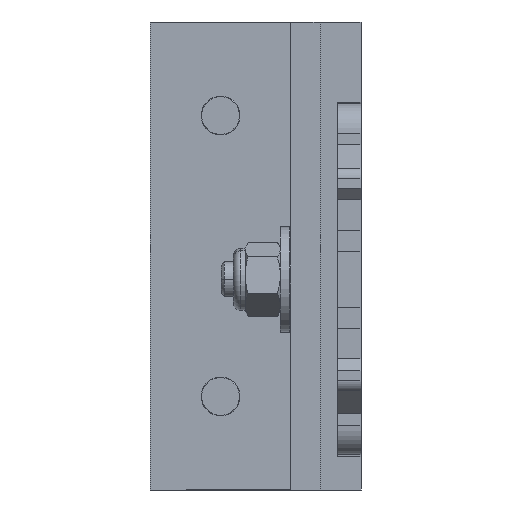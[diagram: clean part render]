
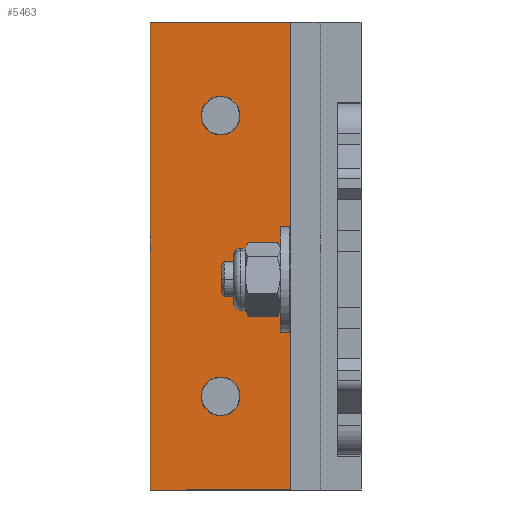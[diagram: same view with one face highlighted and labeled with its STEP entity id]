
A CAD part, front view. The second image highlights one B-rep face of the part: STEP entity #5463.
In plain terms, the highlighted planar face has unit normal (0, -1, 0).
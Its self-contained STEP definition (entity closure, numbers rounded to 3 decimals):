
#8 = VERTEX_POINT ( 'NONE', #1594 ) ;
#37 = VERTEX_POINT ( 'NONE', #3786 ) ;
#51 = CARTESIAN_POINT ( 'NONE',  ( -18., -6., 21.5 ) ) ;
#77 = EDGE_CURVE ( 'NONE', #8, #5512, #3726, .T. ) ;
#86 = EDGE_CURVE ( 'NONE', #1561, #37, #2359, .T. ) ;
#163 = VECTOR ( 'NONE', #184, 1000. ) ;
#180 = EDGE_CURVE ( 'NONE', #2897, #4125, #1724, .T. ) ;
#184 = DIRECTION ( 'NONE',  ( 1., 0., 0. ) ) ;
#302 = DIRECTION ( 'NONE',  ( 0., 0., 1. ) ) ;
#348 = VECTOR ( 'NONE', #4160, 1000. ) ;
#450 = CARTESIAN_POINT ( 'NONE',  ( -18., -6., -18.5 ) ) ;
#504 = LINE ( 'NONE', #523, #2265 ) ;
#523 = CARTESIAN_POINT ( 'NONE',  ( -6., -6., 21.5 ) ) ;
#709 = CARTESIAN_POINT ( 'NONE',  ( -18., -6., 21.5 ) ) ;
#751 = EDGE_CURVE ( 'NONE', #4125, #5159, #504, .T. ) ;
#858 = DIRECTION ( 'NONE',  ( 0., 0., 1. ) ) ;
#888 = CARTESIAN_POINT ( 'NONE',  ( -18., -6., 21.5 ) ) ;
#1094 = AXIS2_PLACEMENT_3D ( 'NONE', #2288, #6269, #4571 ) ;
#1553 = ORIENTED_EDGE ( 'NONE', *, *, #77, .T. ) ;
#1554 = EDGE_CURVE ( 'NONE', #4259, #5159, #5149, .T. ) ;
#1561 = VERTEX_POINT ( 'NONE', #6939 ) ;
#1593 = ORIENTED_EDGE ( 'NONE', *, *, #751, .F. ) ;
#1594 = CARTESIAN_POINT ( 'NONE',  ( -12., -6., 11.85 ) ) ;
#1724 = LINE ( 'NONE', #709, #163 ) ;
#1911 = DIRECTION ( 'NONE',  ( 0., 1., 0. ) ) ;
#1916 = ORIENTED_EDGE ( 'NONE', *, *, #3703, .T. ) ;
#2058 = DIRECTION ( 'NONE',  ( 0., 0., -1. ) ) ;
#2265 = VECTOR ( 'NONE', #4410, 1000. ) ;
#2288 = CARTESIAN_POINT ( 'NONE',  ( -18., -6., 21.5 ) ) ;
#2359 = CIRCLE ( 'NONE', #2731, 1.65 ) ;
#2628 = AXIS2_PLACEMENT_3D ( 'NONE', #4186, #1911, #858 ) ;
#2654 = LINE ( 'NONE', #888, #4813 ) ;
#2731 = AXIS2_PLACEMENT_3D ( 'NONE', #3447, #6722, #6186 ) ;
#2833 = EDGE_LOOP ( 'NONE', ( #1916, #1553 ) ) ;
#2881 = DIRECTION ( 'NONE',  ( 0., 1., 0. ) ) ;
#2897 = VERTEX_POINT ( 'NONE', #51 ) ;
#3299 = AXIS2_PLACEMENT_3D ( 'NONE', #5926, #4796, #302 ) ;
#3347 = DIRECTION ( 'NONE',  ( 0., 0., 1. ) ) ;
#3400 = ORIENTED_EDGE ( 'NONE', *, *, #4420, .T. ) ;
#3447 = CARTESIAN_POINT ( 'NONE',  ( -12., -6., -10.5 ) ) ;
#3589 = CARTESIAN_POINT ( 'NONE',  ( -6., -6., -18.5 ) ) ;
#3621 = ORIENTED_EDGE ( 'NONE', *, *, #180, .F. ) ;
#3703 = EDGE_CURVE ( 'NONE', #5512, #8, #6065, .T. ) ;
#3726 = CIRCLE ( 'NONE', #5742, 1.65 ) ;
#3755 = ORIENTED_EDGE ( 'NONE', *, *, #1554, .T. ) ;
#3786 = CARTESIAN_POINT ( 'NONE',  ( -12., -6., -8.85 ) ) ;
#3832 = ORIENTED_EDGE ( 'NONE', *, *, #7088, .T. ) ;
#3994 = FACE_BOUND ( 'NONE', #5402, .T. ) ;
#4125 = VERTEX_POINT ( 'NONE', #4474 ) ;
#4160 = DIRECTION ( 'NONE',  ( 1., 0., 0. ) ) ;
#4186 = CARTESIAN_POINT ( 'NONE',  ( -12., -6., 13.5 ) ) ;
#4259 = VERTEX_POINT ( 'NONE', #450 ) ;
#4410 = DIRECTION ( 'NONE',  ( 0., 0., -1. ) ) ;
#4420 = EDGE_CURVE ( 'NONE', #2897, #4259, #2654, .T. ) ;
#4474 = CARTESIAN_POINT ( 'NONE',  ( -6., -6., 21.5 ) ) ;
#4544 = PLANE ( 'NONE',  #1094 ) ;
#4571 = DIRECTION ( 'NONE',  ( 0., 0., 1. ) ) ;
#4695 = FACE_OUTER_BOUND ( 'NONE', #4972, .T. ) ;
#4796 = DIRECTION ( 'NONE',  ( 0., 1., 0. ) ) ;
#4813 = VECTOR ( 'NONE', #2058, 1000. ) ;
#4972 = EDGE_LOOP ( 'NONE', ( #3400, #3755, #1593, #3621 ) ) ;
#5057 = CARTESIAN_POINT ( 'NONE',  ( -12., -6., 13.5 ) ) ;
#5149 = LINE ( 'NONE', #6312, #348 ) ;
#5159 = VERTEX_POINT ( 'NONE', #3589 ) ;
#5402 = EDGE_LOOP ( 'NONE', ( #3832, #6181 ) ) ;
#5463 = ADVANCED_FACE ( 'NONE', ( #7056, #3994, #4695 ), #4544, .F. ) ;
#5512 = VERTEX_POINT ( 'NONE', #5633 ) ;
#5633 = CARTESIAN_POINT ( 'NONE',  ( -12., -6., 15.15 ) ) ;
#5742 = AXIS2_PLACEMENT_3D ( 'NONE', #5057, #2881, #3347 ) ;
#5801 = CIRCLE ( 'NONE', #3299, 1.65 ) ;
#5926 = CARTESIAN_POINT ( 'NONE',  ( -12., -6., -10.5 ) ) ;
#6065 = CIRCLE ( 'NONE', #2628, 1.65 ) ;
#6181 = ORIENTED_EDGE ( 'NONE', *, *, #86, .T. ) ;
#6186 = DIRECTION ( 'NONE',  ( 0., 0., 1. ) ) ;
#6269 = DIRECTION ( 'NONE',  ( 0., 1., 0. ) ) ;
#6312 = CARTESIAN_POINT ( 'NONE',  ( -18., -6., -18.5 ) ) ;
#6722 = DIRECTION ( 'NONE',  ( 0., 1., 0. ) ) ;
#6939 = CARTESIAN_POINT ( 'NONE',  ( -12., -6., -12.15 ) ) ;
#7056 = FACE_BOUND ( 'NONE', #2833, .T. ) ;
#7088 = EDGE_CURVE ( 'NONE', #37, #1561, #5801, .T. ) ;
